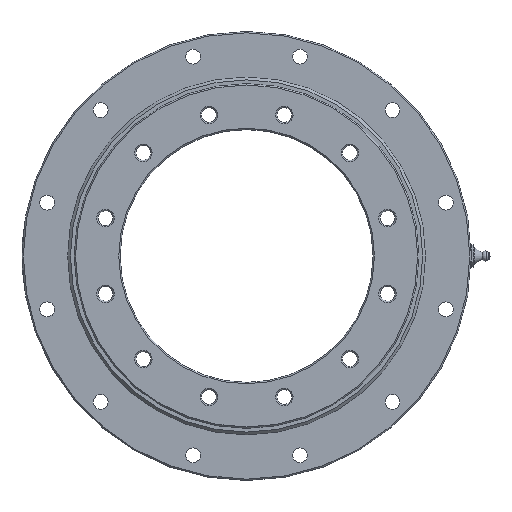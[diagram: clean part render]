
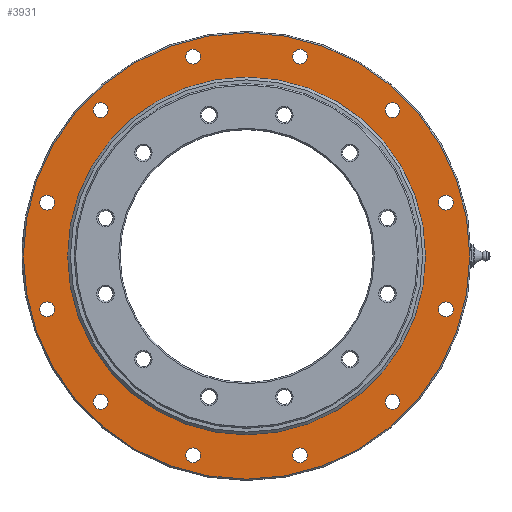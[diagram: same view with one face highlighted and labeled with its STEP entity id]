
A CAD part, front view. The second image highlights one B-rep face of the part: STEP entity #3931.
In plain terms, the highlighted planar face has unit normal (0, -1, 0).
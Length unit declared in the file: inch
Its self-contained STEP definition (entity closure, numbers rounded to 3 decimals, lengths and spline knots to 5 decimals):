
#488=FACE_BOUND('',#814,.T.);
#489=FACE_BOUND('',#815,.T.);
#490=FACE_BOUND('',#816,.T.);
#491=FACE_BOUND('',#817,.T.);
#492=FACE_BOUND('',#818,.T.);
#493=FACE_BOUND('',#819,.T.);
#494=FACE_BOUND('',#820,.T.);
#495=FACE_BOUND('',#821,.T.);
#496=FACE_BOUND('',#822,.T.);
#497=FACE_BOUND('',#823,.T.);
#498=FACE_BOUND('',#824,.T.);
#499=FACE_BOUND('',#825,.T.);
#500=FACE_BOUND('',#826,.T.);
#553=PLANE('',#4267);
#577=FACE_OUTER_BOUND('',#813,.T.);
#813=EDGE_LOOP('',(#2635));
#814=EDGE_LOOP('',(#2636));
#815=EDGE_LOOP('',(#2637));
#816=EDGE_LOOP('',(#2638));
#817=EDGE_LOOP('',(#2639));
#818=EDGE_LOOP('',(#2640));
#819=EDGE_LOOP('',(#2641));
#820=EDGE_LOOP('',(#2642));
#821=EDGE_LOOP('',(#2643));
#822=EDGE_LOOP('',(#2644));
#823=EDGE_LOOP('',(#2645));
#824=EDGE_LOOP('',(#2646));
#825=EDGE_LOOP('',(#2647));
#826=EDGE_LOOP('',(#2648));
#1327=CIRCLE('',#4264,3.9085);
#1330=CIRCLE('',#4268,4.97);
#1331=CIRCLE('',#4269,0.16488);
#1332=CIRCLE('',#4270,0.16488);
#1333=CIRCLE('',#4271,0.16488);
#1334=CIRCLE('',#4272,0.16488);
#1335=CIRCLE('',#4273,0.16488);
#1336=CIRCLE('',#4274,0.16488);
#1337=CIRCLE('',#4275,0.16488);
#1338=CIRCLE('',#4276,0.16488);
#1339=CIRCLE('',#4277,0.16488);
#1340=CIRCLE('',#4278,0.16488);
#1341=CIRCLE('',#4279,0.16488);
#1342=CIRCLE('',#4280,0.16488);
#1605=VERTEX_POINT('',#5919);
#1608=VERTEX_POINT('',#5927);
#1609=VERTEX_POINT('',#5929);
#1610=VERTEX_POINT('',#5931);
#1611=VERTEX_POINT('',#5933);
#1612=VERTEX_POINT('',#5935);
#1613=VERTEX_POINT('',#5937);
#1614=VERTEX_POINT('',#5939);
#1615=VERTEX_POINT('',#5941);
#1616=VERTEX_POINT('',#5943);
#1617=VERTEX_POINT('',#5945);
#1618=VERTEX_POINT('',#5947);
#1619=VERTEX_POINT('',#5949);
#1620=VERTEX_POINT('',#5951);
#2009=EDGE_CURVE('',#1605,#1605,#1327,.T.);
#2013=EDGE_CURVE('',#1608,#1608,#1330,.T.);
#2014=EDGE_CURVE('',#1609,#1609,#1331,.T.);
#2015=EDGE_CURVE('',#1610,#1610,#1332,.T.);
#2016=EDGE_CURVE('',#1611,#1611,#1333,.T.);
#2017=EDGE_CURVE('',#1612,#1612,#1334,.T.);
#2018=EDGE_CURVE('',#1613,#1613,#1335,.T.);
#2019=EDGE_CURVE('',#1614,#1614,#1336,.T.);
#2020=EDGE_CURVE('',#1615,#1615,#1337,.T.);
#2021=EDGE_CURVE('',#1616,#1616,#1338,.T.);
#2022=EDGE_CURVE('',#1617,#1617,#1339,.T.);
#2023=EDGE_CURVE('',#1618,#1618,#1340,.T.);
#2024=EDGE_CURVE('',#1619,#1619,#1341,.T.);
#2025=EDGE_CURVE('',#1620,#1620,#1342,.T.);
#2635=ORIENTED_EDGE('',*,*,#2013,.F.);
#2636=ORIENTED_EDGE('',*,*,#2014,.T.);
#2637=ORIENTED_EDGE('',*,*,#2015,.T.);
#2638=ORIENTED_EDGE('',*,*,#2016,.T.);
#2639=ORIENTED_EDGE('',*,*,#2017,.T.);
#2640=ORIENTED_EDGE('',*,*,#2018,.T.);
#2641=ORIENTED_EDGE('',*,*,#2019,.T.);
#2642=ORIENTED_EDGE('',*,*,#2020,.T.);
#2643=ORIENTED_EDGE('',*,*,#2021,.T.);
#2644=ORIENTED_EDGE('',*,*,#2022,.T.);
#2645=ORIENTED_EDGE('',*,*,#2023,.T.);
#2646=ORIENTED_EDGE('',*,*,#2024,.T.);
#2647=ORIENTED_EDGE('',*,*,#2025,.T.);
#2648=ORIENTED_EDGE('',*,*,#2009,.F.);
#3931=ADVANCED_FACE('',(#577,#488,#489,#490,#491,#492,#493,#494,#495,#496,
#497,#498,#499,#500),#553,.T.);
#4264=AXIS2_PLACEMENT_3D('',#5920,#4783,#4784);
#4267=AXIS2_PLACEMENT_3D('',#5926,#4790,#4791);
#4268=AXIS2_PLACEMENT_3D('',#5928,#4792,#4793);
#4269=AXIS2_PLACEMENT_3D('',#5930,#4794,#4795);
#4270=AXIS2_PLACEMENT_3D('',#5932,#4796,#4797);
#4271=AXIS2_PLACEMENT_3D('',#5934,#4798,#4799);
#4272=AXIS2_PLACEMENT_3D('',#5936,#4800,#4801);
#4273=AXIS2_PLACEMENT_3D('',#5938,#4802,#4803);
#4274=AXIS2_PLACEMENT_3D('',#5940,#4804,#4805);
#4275=AXIS2_PLACEMENT_3D('',#5942,#4806,#4807);
#4276=AXIS2_PLACEMENT_3D('',#5944,#4808,#4809);
#4277=AXIS2_PLACEMENT_3D('',#5946,#4810,#4811);
#4278=AXIS2_PLACEMENT_3D('',#5948,#4812,#4813);
#4279=AXIS2_PLACEMENT_3D('',#5950,#4814,#4815);
#4280=AXIS2_PLACEMENT_3D('',#5952,#4816,#4817);
#4783=DIRECTION('center_axis',(0.,-1.,0.));
#4784=DIRECTION('ref_axis',(1.,0.,0.));
#4790=DIRECTION('center_axis',(0.,-1.,0.));
#4791=DIRECTION('ref_axis',(0.,0.,-1.));
#4792=DIRECTION('center_axis',(0.,1.,0.));
#4793=DIRECTION('ref_axis',(1.,0.,0.));
#4794=DIRECTION('center_axis',(0.,1.,0.));
#4795=DIRECTION('ref_axis',(0.866,0.,0.5));
#4796=DIRECTION('center_axis',(0.,1.,0.));
#4797=DIRECTION('ref_axis',(0.5,0.,0.866));
#4798=DIRECTION('center_axis',(0.,1.,0.));
#4799=DIRECTION('ref_axis',(0.,0.,1.));
#4800=DIRECTION('center_axis',(0.,1.,0.));
#4801=DIRECTION('ref_axis',(-0.5,0.,0.866));
#4802=DIRECTION('center_axis',(0.,1.,0.));
#4803=DIRECTION('ref_axis',(-0.866,0.,0.5));
#4804=DIRECTION('center_axis',(0.,1.,0.));
#4805=DIRECTION('ref_axis',(-1.,0.,0.));
#4806=DIRECTION('center_axis',(0.,1.,0.));
#4807=DIRECTION('ref_axis',(-0.866,0.,-0.5));
#4808=DIRECTION('center_axis',(0.,1.,0.));
#4809=DIRECTION('ref_axis',(-0.5,0.,-0.866));
#4810=DIRECTION('center_axis',(0.,1.,0.));
#4811=DIRECTION('ref_axis',(0.,0.,-1.));
#4812=DIRECTION('center_axis',(0.,1.,0.));
#4813=DIRECTION('ref_axis',(0.5,0.,-0.866));
#4814=DIRECTION('center_axis',(0.,1.,0.));
#4815=DIRECTION('ref_axis',(0.866,0.,-0.5));
#4816=DIRECTION('center_axis',(0.,1.,0.));
#4817=DIRECTION('ref_axis',(1.,0.,0.));
#5919=CARTESIAN_POINT('',(-3.9085,-0.4725,0.));
#5920=CARTESIAN_POINT('Origin',(0.,-0.4725,
0.));
#5926=CARTESIAN_POINT('Origin',(-4.48175,-0.4725,0.));
#5927=CARTESIAN_POINT('',(-4.97,-0.4725,0.));
#5928=CARTESIAN_POINT('Origin',(0.,-0.4725,
0.));
#5929=CARTESIAN_POINT('',(-1.33174,-0.4725,4.35478));
#5930=CARTESIAN_POINT('Origin',(-1.18895,-0.4725,4.43722));
#5931=CARTESIAN_POINT('',(-3.33071,-0.4725,3.10548));
#5932=CARTESIAN_POINT('Origin',(-3.24827,-0.4725,3.24827));
#5933=CARTESIAN_POINT('',(-4.43722,-0.4725,1.02407));
#5934=CARTESIAN_POINT('Origin',(-4.43722,-0.4725,1.18895));
#5935=CARTESIAN_POINT('',(-4.35478,-0.4725,-1.33174));
#5936=CARTESIAN_POINT('Origin',(-4.43722,-0.4725,-1.18895));
#5937=CARTESIAN_POINT('',(-3.10548,-0.4725,-3.33071));
#5938=CARTESIAN_POINT('Origin',(-3.24827,-0.4725,-3.24827));
#5939=CARTESIAN_POINT('',(-1.02407,-0.4725,-4.43722));
#5940=CARTESIAN_POINT('Origin',(-1.18895,-0.4725,-4.43722));
#5941=CARTESIAN_POINT('',(1.33174,-0.4725,-4.35478));
#5942=CARTESIAN_POINT('Origin',(1.18895,-0.4725,-4.43722));
#5943=CARTESIAN_POINT('',(3.33071,-0.4725,-3.10548));
#5944=CARTESIAN_POINT('Origin',(3.24827,-0.4725,-3.24827));
#5945=CARTESIAN_POINT('',(4.43722,-0.4725,-1.02407));
#5946=CARTESIAN_POINT('Origin',(4.43722,-0.4725,-1.18895));
#5947=CARTESIAN_POINT('',(4.35478,-0.4725,1.33174));
#5948=CARTESIAN_POINT('Origin',(4.43722,-0.4725,1.18895));
#5949=CARTESIAN_POINT('',(3.10548,-0.4725,3.33071));
#5950=CARTESIAN_POINT('Origin',(3.24827,-0.4725,3.24827));
#5951=CARTESIAN_POINT('',(1.02407,-0.4725,4.43722));
#5952=CARTESIAN_POINT('Origin',(1.18895,-0.4725,4.43722));
